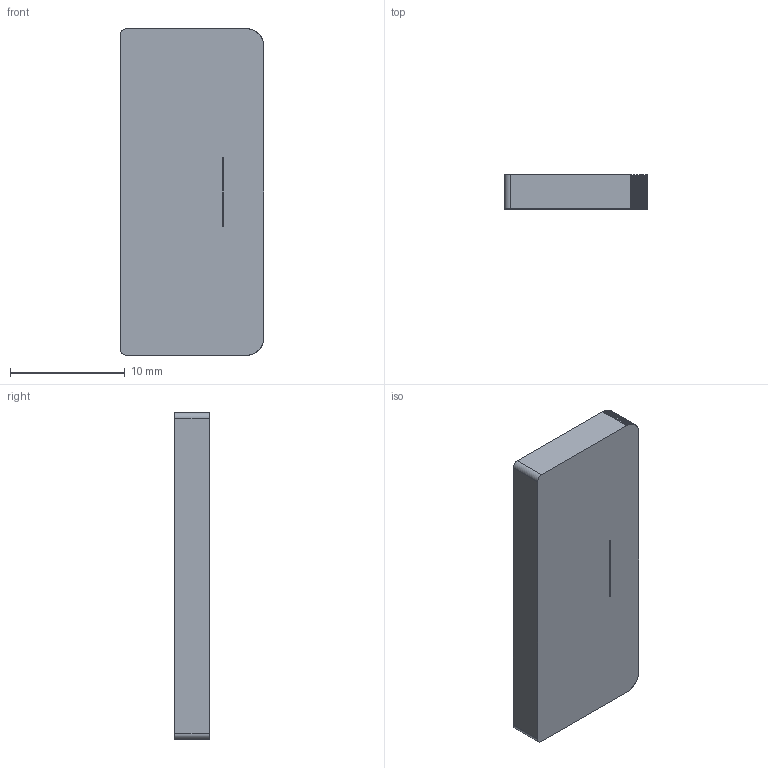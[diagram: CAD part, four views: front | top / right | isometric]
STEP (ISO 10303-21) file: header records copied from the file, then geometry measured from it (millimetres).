
FILE_DESCRIPTION(('HOOPS Exchange Step'),'2;1');
FILE_NAME('temp_export','2024-01-06T23:13:27+01:00',('mobile'),('Shapr3D Limited'),'HOOPS Exchange 2023.2','Shapr3D','Authorized');
FILE_SCHEMA( ('AUTOMOTIVE_DESIGN { 1 0 10303 214 1 1 1 1 }') );
Length unit declared in the file: millimetre
Products named in the file (1): lid
Bounding box: 12.5 x 3 x 28.5 mm (x, y, z)
Volume: 1064.4 mm3; surface area: 987 mm2
Topology: 1 solids, 1 shells, 143 faces, 295 edges, 154 vertices
Faces by surface type: plane 136, cylinder 7
Entity records: 3629 total; most frequent: DIRECTION 659, CARTESIAN_POINT 593, ORIENTED_EDGE 590, EDGE_CURVE 295, AXIS2_PLACEMENT_3D 220, VECTOR 219, LINE 219, VERTEX_POINT 154
